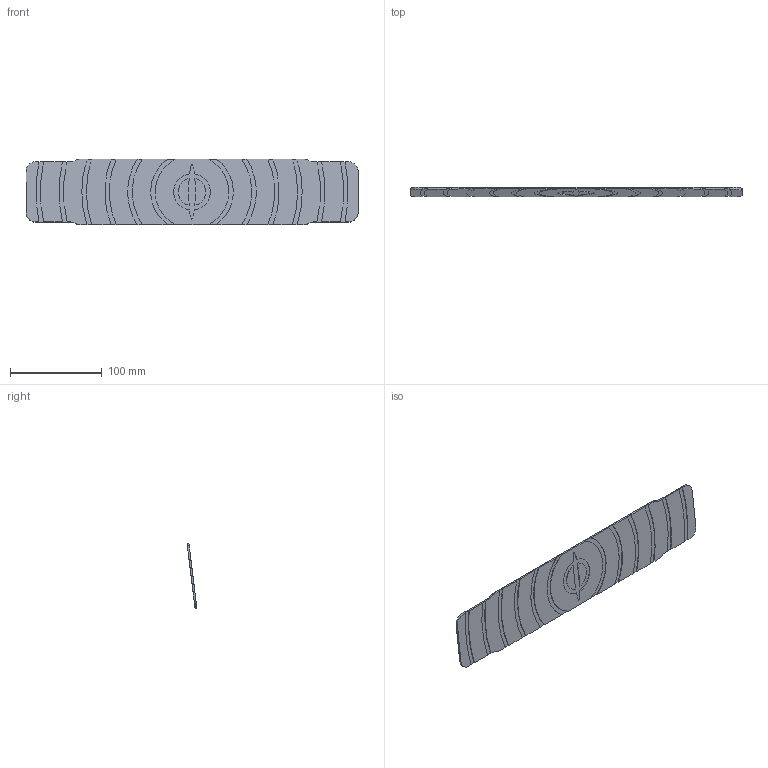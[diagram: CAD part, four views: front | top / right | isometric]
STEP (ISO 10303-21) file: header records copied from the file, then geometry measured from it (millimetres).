
FILE_DESCRIPTION(/* description */ (''),/* implementation_level */ '2;1');
FILE_NAME(/* name */ 'gear80_bottom_cnc.step',/* time_stamp */ '2024-03-09T02:12:58+09:00',/* author */ (''),/* organization */ (''),/* preprocessor_version */ 'ST-DEVELOPER v20',/* originating_system */ 'Autodesk Translation Framework v12.20.1.177',/* authorisation */ '');
FILE_SCHEMA (('AUTOMOTIVE_DESIGN { 1 0 10303 214 3 1 1 }'));
Length unit declared in the file: millimetre
Products named in the file (1): 마지막 cnc gear80 하우징
Bounding box: 361.52 x 10.75 x 71.63 mm (x, y, z)
Volume: 46873.9 mm3; surface area: 53571.1 mm2
Topology: 1 solids, 1 shells, 81 faces, 228 edges, 152 vertices
Faces by surface type: cylinder 40, plane 37, bspline 4
Entity records: 2726 total; most frequent: CARTESIAN_POINT 490, DIRECTION 472, ORIENTED_EDGE 456, EDGE_CURVE 228, AXIS2_PLACEMENT_3D 166, VERTEX_POINT 152, LINE 140, VECTOR 140
